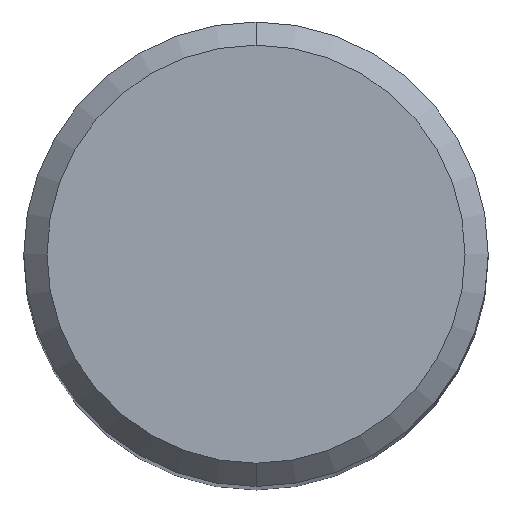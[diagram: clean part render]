
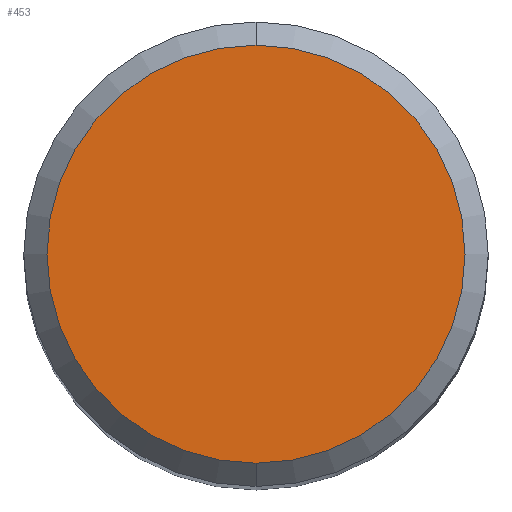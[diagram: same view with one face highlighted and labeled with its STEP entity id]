
A CAD part, top view. The second image highlights one B-rep face of the part: STEP entity #453.
In plain terms, the highlighted planar face has unit normal (0, 0, 1).
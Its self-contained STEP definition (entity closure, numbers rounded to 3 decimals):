
#221=VERTEX_POINT('',#532);
#293=EDGE_CURVE('',#375,#221,#614,.T.);
#365=EDGE_CURVE('',#221,#375,#689,.T.);
#375=VERTEX_POINT('',#700);
#453=ADVANCED_FACE('',(#787),#788,.T.);
#532=CARTESIAN_POINT('',(0.0,4.5,0.0));
#614=CIRCLE('',#1060,4.5);
#689=CIRCLE('',#1256,4.5);
#700=CARTESIAN_POINT('',(0.,-4.5,0.0));
#787=FACE_OUTER_BOUND('',#1459,.T.);
#788=PLANE('',#1460);
#1060=AXIS2_PLACEMENT_3D('',#1638,#1639,#1640);
#1256=AXIS2_PLACEMENT_3D('',#1688,#1689,#1690);
#1459=EDGE_LOOP('',(#1798,#1799));
#1460=AXIS2_PLACEMENT_3D('',#1800,#1801,#1802);
#1638=CARTESIAN_POINT('',(0.0,0.0,0.0));
#1639=DIRECTION('',(0.0,0.0,-1.0));
#1640=DIRECTION('',(0.0,1.0,0.0));
#1688=CARTESIAN_POINT('',(0.0,0.0,0.0));
#1689=DIRECTION('',(0.0,0.0,-1.0));
#1690=DIRECTION('',(0.0,1.0,0.0));
#1798=ORIENTED_EDGE('',*,*,#365,.F.);
#1799=ORIENTED_EDGE('',*,*,#293,.F.);
#1800=CARTESIAN_POINT('',(0.0,2.25,0.0));
#1801=DIRECTION('',(-0.0,0.0,1.0));
#1802=DIRECTION('',(0.0,-1.0,0.0));
